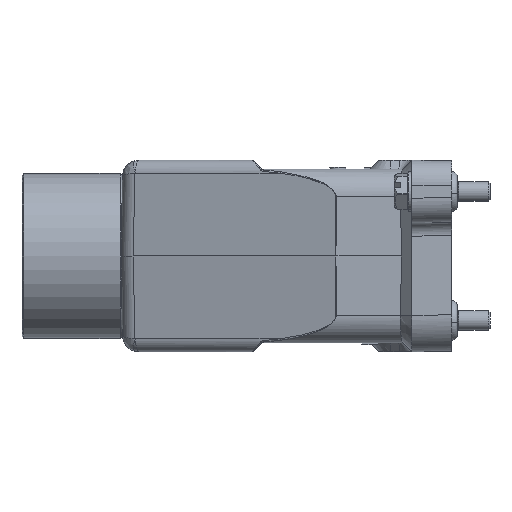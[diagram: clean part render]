
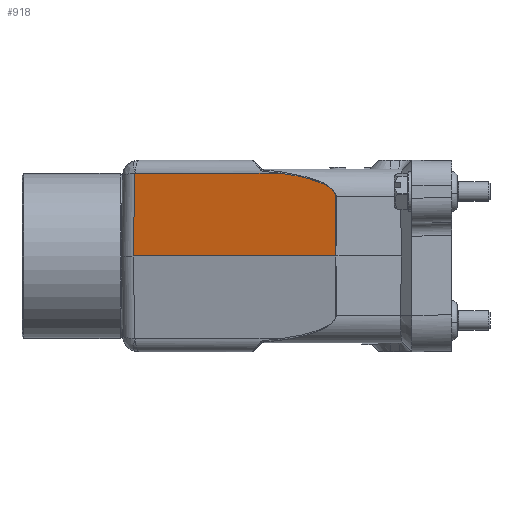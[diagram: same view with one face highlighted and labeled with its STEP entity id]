
A CAD part, left-side view. The second image highlights one B-rep face of the part: STEP entity #918.
In plain terms, the highlighted planar face has unit normal (-0.966, 0.259, 0.018).
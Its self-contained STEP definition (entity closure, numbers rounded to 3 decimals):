
#918=ADVANCED_FACE('NONE',(#1693),#1322,.T.);
#1322=PLANE('',#9771);
#1693=FACE_OUTER_BOUND('',#2231,.T.);
#2231=EDGE_LOOP('',(#4321,#4322,#4323,#4324,#4325,#4326));
#2764=B_SPLINE_CURVE_WITH_KNOTS('',3,(#15280,#15281,#15282,#15283),
 .UNSPECIFIED.,.F.,.F.,(4,4),(0.,1.),.UNSPECIFIED.);
#2807=B_SPLINE_CURVE_WITH_KNOTS('',3,(#15922,#15923,#15924,#15925,#15926,
#15927,#15928,#15929,#15930,#15931,#15932,#15933,#15934,#15935,#15936,#15937,
#15938,#15939,#15940,#15941,#15942,#15943,#15944,#15945,#15946,#15947,#15948,
#15949,#15950,#15951,#15952,#15953,#15954,#15955,#15956,#15957,#15958,#15959,
#15960,#15961,#15962,#15963,#15964,#15965),.UNSPECIFIED.,.F.,.F.,(4,2,1,
1,1,1,2,2,1,1,1,1,1,2,2,1,1,1,1,1,1,2,2,1,1,1,1,1,1,1,2,2,4),(0.,0.125,
0.156,0.172,0.18,0.184,
0.186,0.188,0.219,0.234,
0.242,0.246,0.248,0.249,
0.25,0.375,0.438,0.469,
0.484,0.492,0.496,0.498,
0.5,0.625,0.688,0.719,
0.734,0.742,0.746,0.748,
0.749,0.75,1.),.UNSPECIFIED.);
#4321=ORIENTED_EDGE('',*,*,#7343,.F.);
#4322=ORIENTED_EDGE('',*,*,#7414,.T.);
#4323=ORIENTED_EDGE('',*,*,#7485,.F.);
#4324=ORIENTED_EDGE('',*,*,#7482,.T.);
#4325=ORIENTED_EDGE('',*,*,#7409,.T.);
#4326=ORIENTED_EDGE('',*,*,#7410,.T.);
#6266=VERTEX_POINT('',#15279);
#6267=VERTEX_POINT('',#15284);
#6305=VERTEX_POINT('',#15854);
#6307=VERTEX_POINT('',#15892);
#6310=VERTEX_POINT('',#16074);
#6356=VERTEX_POINT('',#16550);
#7343=EDGE_CURVE('NONE',#6266,#6267,#2764,.T.);
#7409=EDGE_CURVE('NONE',#6307,#6305,#2807,.T.);
#7410=EDGE_CURVE('NONE',#6305,#6267,#8429,.T.);
#7414=EDGE_CURVE('NONE',#6266,#6310,#8430,.T.);
#7482=EDGE_CURVE('NONE',#6356,#6307,#8452,.T.);
#7485=EDGE_CURVE('NONE',#6356,#6310,#8453,.T.);
#8429=LINE('',#16054,#9102);
#8430=LINE('',#16075,#9103);
#8452=LINE('',#16549,#9125);
#8453=LINE('',#16561,#9126);
#9102=VECTOR('',#11053,1.);
#9103=VECTOR('',#11056,1.);
#9125=VECTOR('',#11128,1.);
#9126=VECTOR('',#11131,1.);
#9771=AXIS2_PLACEMENT_3D('',#16562,#11132,#11133);
#11053=DIRECTION('',(0.259,0.966,0.));
#11056=DIRECTION('',(-0.013,0.017,-1.));
#11128=DIRECTION('',(0.017,-0.002,1.));
#11131=DIRECTION('',(0.259,0.966,0.));
#11132=DIRECTION('',(-0.966,0.259,0.017));
#11133=DIRECTION('',(-0.259,-0.966,0.));
#15279=CARTESIAN_POINT('',(-28.241,95.857,25.04));
#15280=CARTESIAN_POINT('',(-28.241,95.857,25.04));
#15281=CARTESIAN_POINT('',(-28.262,95.778,25.06));
#15282=CARTESIAN_POINT('',(-28.283,95.697,25.07));
#15283=CARTESIAN_POINT('',(-28.305,95.615,25.07));
#15284=CARTESIAN_POINT('',(-28.305,95.615,25.07));
#15854=CARTESIAN_POINT('',(-40.029,51.861,25.07));
#15892=CARTESIAN_POINT('',(-44.67,35.022,17.948));
#15922=CARTESIAN_POINT('',(-44.67,35.022,17.948));
#15923=CARTESIAN_POINT('',(-44.661,35.022,18.453));
#15924=CARTESIAN_POINT('',(-44.605,35.197,18.952));
#15925=CARTESIAN_POINT('',(-44.477,35.634,19.566));
#15926=CARTESIAN_POINT('',(-44.434,35.782,19.75));
#15927=CARTESIAN_POINT('',(-44.376,35.982,19.962));
#15928=CARTESIAN_POINT('',(-44.345,36.09,20.068));
#15929=CARTESIAN_POINT('',(-44.329,36.145,20.121));
#15930=CARTESIAN_POINT('',(-44.323,36.17,20.143));
#15931=CARTESIAN_POINT('',(-44.318,36.186,20.158));
#15932=CARTESIAN_POINT('',(-44.315,36.195,20.167));
#15933=CARTESIAN_POINT('',(-44.28,36.32,20.282));
#15934=CARTESIAN_POINT('',(-44.226,36.508,20.442));
#15935=CARTESIAN_POINT('',(-44.159,36.746,20.625));
#15936=CARTESIAN_POINT('',(-44.125,36.87,20.715));
#15937=CARTESIAN_POINT('',(-44.107,36.933,20.76));
#15938=CARTESIAN_POINT('',(-44.098,36.965,20.782));
#15939=CARTESIAN_POINT('',(-44.094,36.979,20.792));
#15940=CARTESIAN_POINT('',(-44.091,36.988,20.798));
#15941=CARTESIAN_POINT('',(-44.09,36.993,20.802));
#15942=CARTESIAN_POINT('',(-43.958,37.463,21.128));
#15943=CARTESIAN_POINT('',(-43.733,38.273,21.597));
#15944=CARTESIAN_POINT('',(-43.417,39.415,22.115));
#15945=CARTESIAN_POINT('',(-43.247,40.035,22.366));
#15946=CARTESIAN_POINT('',(-43.158,40.357,22.49));
#15947=CARTESIAN_POINT('',(-43.113,40.521,22.552));
#15948=CARTESIAN_POINT('',(-43.09,40.604,22.583));
#15949=CARTESIAN_POINT('',(-43.081,40.639,22.596));
#15950=CARTESIAN_POINT('',(-43.074,40.663,22.604));
#15951=CARTESIAN_POINT('',(-43.07,40.677,22.609));
#15952=CARTESIAN_POINT('',(-42.888,41.339,22.852));
#15953=CARTESIAN_POINT('',(-42.602,42.387,23.192));
#15954=CARTESIAN_POINT('',(-42.235,43.729,23.56));
#15955=CARTESIAN_POINT('',(-42.044,44.431,23.737));
#15956=CARTESIAN_POINT('',(-41.946,44.789,23.823));
#15957=CARTESIAN_POINT('',(-41.897,44.97,23.866));
#15958=CARTESIAN_POINT('',(-41.872,45.061,23.887));
#15959=CARTESIAN_POINT('',(-41.86,45.107,23.897));
#15960=CARTESIAN_POINT('',(-41.855,45.126,23.902));
#15961=CARTESIAN_POINT('',(-41.851,45.139,23.905));
#15962=CARTESIAN_POINT('',(-41.85,45.145,23.906));
#15963=CARTESIAN_POINT('',(-41.294,47.186,24.378));
#15964=CARTESIAN_POINT('',(-40.688,49.422,24.765));
#15965=CARTESIAN_POINT('',(-40.029,51.861,25.07));
#16054=CARTESIAN_POINT('',(-27.161,99.887,25.07));
#16074=CARTESIAN_POINT('',(-28.576,96.295,0.));
#16075=CARTESIAN_POINT('',(-28.241,95.857,25.04));
#16549=CARTESIAN_POINT('',(-44.983,35.064,0.));
#16550=CARTESIAN_POINT('',(-44.983,35.064,0.));
#16561=CARTESIAN_POINT('',(-27.583,100.,0.));
#16562=CARTESIAN_POINT('',(-27.583,100.,0.));
